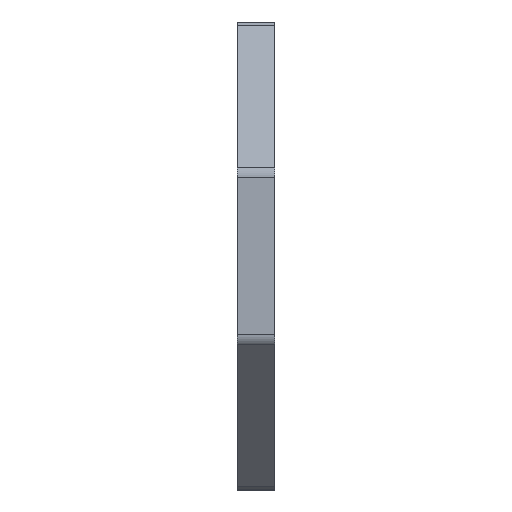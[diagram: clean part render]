
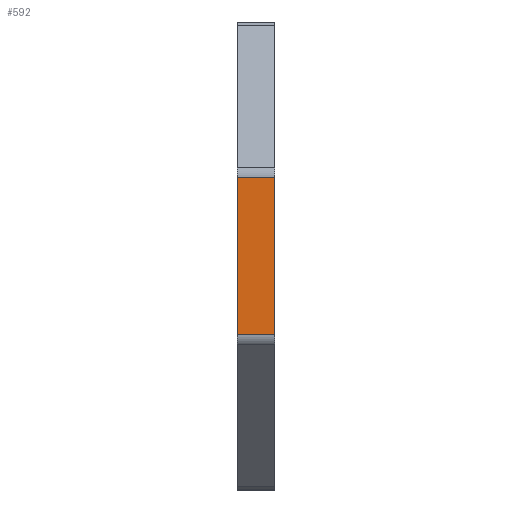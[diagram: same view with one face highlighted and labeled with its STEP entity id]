
A CAD part, left-side view. The second image highlights one B-rep face of the part: STEP entity #592.
In plain terms, the highlighted planar face has unit normal (-1, 0, 0).
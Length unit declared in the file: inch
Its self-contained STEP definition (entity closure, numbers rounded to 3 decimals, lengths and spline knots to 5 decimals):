
#20 = CARTESIAN_POINT ( 'NONE',  ( -0.46, 0., -0.0421 ) ) ;
#79 = CARTESIAN_POINT ( 'NONE',  ( -0.46, 0.02, 0.0421 ) ) ;
#83 = AXIS2_PLACEMENT_3D ( 'NONE', #631, #594, #588 ) ;
#138 = FACE_OUTER_BOUND ( 'NONE', #369, .T. ) ;
#155 = ORIENTED_EDGE ( 'NONE', *, *, #482, .T. ) ;
#163 = DIRECTION ( 'NONE',  ( 0., -1., 0. ) ) ;
#176 = CARTESIAN_POINT ( 'NONE',  ( -0.46, 0.02, -0.0421 ) ) ;
#189 = EDGE_CURVE ( 'NONE', #481, #1036, #431, .T. ) ;
#198 = ORIENTED_EDGE ( 'NONE', *, *, #189, .F. ) ;
#240 = LINE ( 'NONE', #718, #1074 ) ;
#323 = CARTESIAN_POINT ( 'NONE',  ( -0.46, 0., 0.0421 ) ) ;
#360 = DIRECTION ( 'NONE',  ( 0., 0., 1. ) ) ;
#369 = EDGE_LOOP ( 'NONE', ( #198, #677, #155, #867 ) ) ;
#381 = CARTESIAN_POINT ( 'NONE',  ( -0.46, 0.02, -0.045 ) ) ;
#431 = LINE ( 'NONE', #381, #865 ) ;
#439 = VECTOR ( 'NONE', #163, 39.37008 ) ;
#466 = VECTOR ( 'NONE', #819, 39.37008 ) ;
#481 = VERTEX_POINT ( 'NONE', #770 ) ;
#482 = EDGE_CURVE ( 'NONE', #1080, #822, #701, .T. ) ;
#519 = EDGE_CURVE ( 'NONE', #822, #1036, #240, .T. ) ;
#588 = DIRECTION ( 'NONE',  ( 0., 0., -1. ) ) ;
#592 = ADVANCED_FACE ( 'NONE', ( #138 ), #619, .F. ) ;
#594 = DIRECTION ( 'NONE',  ( 1., 0., 0. ) ) ;
#619 = PLANE ( 'NONE',  #83 ) ;
#631 = CARTESIAN_POINT ( 'NONE',  ( -0.46, 0.02, -0.045 ) ) ;
#671 = LINE ( 'NONE', #176, #439 ) ;
#677 = ORIENTED_EDGE ( 'NONE', *, *, #966, .T. ) ;
#701 = LINE ( 'NONE', #806, #466 ) ;
#710 = DIRECTION ( 'NONE',  ( 0., 1., 0. ) ) ;
#718 = CARTESIAN_POINT ( 'NONE',  ( -0.46, 0.02, 0.0421 ) ) ;
#770 = CARTESIAN_POINT ( 'NONE',  ( -0.46, 0.02, -0.0421 ) ) ;
#806 = CARTESIAN_POINT ( 'NONE',  ( -0.46, 0., -0.045 ) ) ;
#819 = DIRECTION ( 'NONE',  ( 0., 0., 1. ) ) ;
#822 = VERTEX_POINT ( 'NONE', #323 ) ;
#865 = VECTOR ( 'NONE', #360, 39.37008 ) ;
#867 = ORIENTED_EDGE ( 'NONE', *, *, #519, .T. ) ;
#966 = EDGE_CURVE ( 'NONE', #481, #1080, #671, .T. ) ;
#1036 = VERTEX_POINT ( 'NONE', #79 ) ;
#1074 = VECTOR ( 'NONE', #710, 39.37008 ) ;
#1080 = VERTEX_POINT ( 'NONE', #20 ) ;
